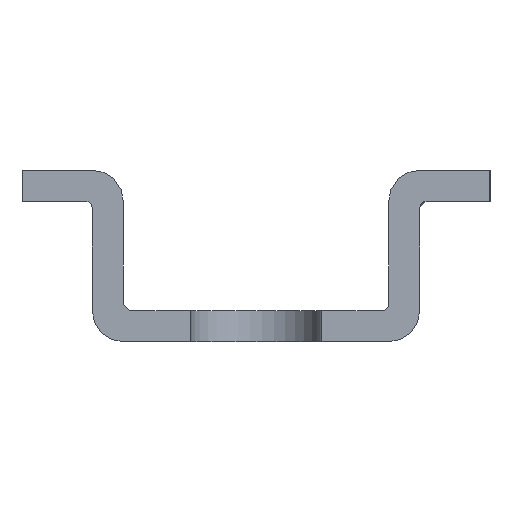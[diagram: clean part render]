
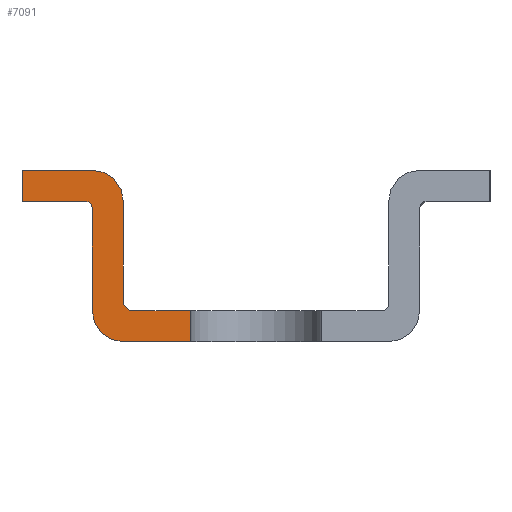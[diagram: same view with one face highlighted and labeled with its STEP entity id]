
A CAD part, left-side view. The second image highlights one B-rep face of the part: STEP entity #7091.
In plain terms, the highlighted planar face has unit normal (-1, 0, 0).
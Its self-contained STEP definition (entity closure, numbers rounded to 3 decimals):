
#5439=AXIS2_PLACEMENT_3D('Circle Axis2P3D',#5437,#5438,$) ;
#5618=AXIS2_PLACEMENT_3D('Circle Axis2P3D',#5616,#5617,$) ;
#5749=AXIS2_PLACEMENT_3D('Circle Axis2P3D',#5747,#5748,$) ;
#7041=AXIS2_PLACEMENT_3D('Plane Axis2P3D',#7038,#7039,#7040) ;
#88=CARTESIAN_POINT('Vertex',(0.,11.55,1.)) ;
#91=CARTESIAN_POINT('Line Origine',(0.,10.575,1.)) ;
#95=CARTESIAN_POINT('Vertex',(0.,9.6,1.)) ;
#1903=CARTESIAN_POINT('Vertex',(0.,9.6,0.)) ;
#1906=CARTESIAN_POINT('Line Origine',(0.,10.675,0.)) ;
#1910=CARTESIAN_POINT('Vertex',(0.,11.75,0.)) ;
#3611=CARTESIAN_POINT('Line Origine',(0.,9.6,0.5)) ;
#5437=CARTESIAN_POINT('Axis2P3D Location',(0.,11.75,1.)) ;
#5441=CARTESIAN_POINT('Vertex',(0.,12.75,1.)) ;
#5582=CARTESIAN_POINT('Vertex',(0.,12.75,4.3)) ;
#5592=CARTESIAN_POINT('Line Origine',(0.,12.75,2.65)) ;
#5616=CARTESIAN_POINT('Axis2P3D Location',(0.,12.95,4.3)) ;
#5620=CARTESIAN_POINT('Vertex',(0.,12.95,4.5)) ;
#5640=CARTESIAN_POINT('Line Origine',(0.,13.975,4.5)) ;
#5644=CARTESIAN_POINT('Vertex',(0.,15.,4.5)) ;
#5671=CARTESIAN_POINT('Line Origine',(0.,15.,5.)) ;
#5675=CARTESIAN_POINT('Vertex',(0.,15.,5.5)) ;
#5702=CARTESIAN_POINT('Line Origine',(0.,13.875,5.5)) ;
#5706=CARTESIAN_POINT('Vertex',(0.,12.75,5.5)) ;
#5737=CARTESIAN_POINT('Vertex',(0.,11.75,4.5)) ;
#5747=CARTESIAN_POINT('Axis2P3D Location',(0.,12.75,4.5)) ;
#5768=CARTESIAN_POINT('Vertex',(0.,11.75,1.2)) ;
#5778=CARTESIAN_POINT('Line Origine',(0.,11.75,2.85)) ;
#7038=CARTESIAN_POINT('Axis2P3D Location',(0.,2.25,0.)) ;
#7071=CARTESIAN_POINT('Control Point',(0.,11.55,1.)) ;
#7072=CARTESIAN_POINT('Control Point',(0.,11.629,1.)) ;
#7073=CARTESIAN_POINT('Control Point',(0.,11.708,1.042)) ;
#7074=CARTESIAN_POINT('Control Point',(0.,11.75,1.121)) ;
#7075=CARTESIAN_POINT('Control Point',(0.,11.75,1.2)) ;
#92=DIRECTION('Vector Direction',(0.,1.,0.)) ;
#1907=DIRECTION('Vector Direction',(0.,1.,0.)) ;
#3612=DIRECTION('Vector Direction',(0.,0.,1.)) ;
#5438=DIRECTION('Axis2P3D Direction',(1.,0.,0.)) ;
#5593=DIRECTION('Vector Direction',(0.,0.,1.)) ;
#5617=DIRECTION('Axis2P3D Direction',(1.,0.,0.)) ;
#5641=DIRECTION('Vector Direction',(0.,-1.,0.)) ;
#5672=DIRECTION('Vector Direction',(0.,0.,1.)) ;
#5703=DIRECTION('Vector Direction',(0.,1.,0.)) ;
#5748=DIRECTION('Axis2P3D Direction',(1.,0.,0.)) ;
#5779=DIRECTION('Vector Direction',(0.,0.,-1.)) ;
#7039=DIRECTION('Axis2P3D Direction',(1.,0.,0.)) ;
#7040=DIRECTION('Axis2P3D XDirection',(0.,1.,0.)) ;
#93=VECTOR('Line Direction',#92,1.) ;
#1908=VECTOR('Line Direction',#1907,1.) ;
#3613=VECTOR('Line Direction',#3612,1.) ;
#5594=VECTOR('Line Direction',#5593,1.) ;
#5642=VECTOR('Line Direction',#5641,1.) ;
#5673=VECTOR('Line Direction',#5672,1.) ;
#5704=VECTOR('Line Direction',#5703,1.) ;
#5780=VECTOR('Line Direction',#5779,1.) ;
#7078=ORIENTED_EDGE('',*,*,#97,.T.) ;
#7079=ORIENTED_EDGE('',*,*,#7076,.T.) ;
#7080=ORIENTED_EDGE('',*,*,#5782,.F.) ;
#7081=ORIENTED_EDGE('',*,*,#5751,.F.) ;
#7082=ORIENTED_EDGE('',*,*,#5708,.T.) ;
#7083=ORIENTED_EDGE('',*,*,#5677,.F.) ;
#7084=ORIENTED_EDGE('',*,*,#5646,.T.) ;
#7085=ORIENTED_EDGE('',*,*,#5622,.T.) ;
#7086=ORIENTED_EDGE('',*,*,#5596,.F.) ;
#7087=ORIENTED_EDGE('',*,*,#5443,.F.) ;
#7088=ORIENTED_EDGE('',*,*,#1912,.F.) ;
#7089=ORIENTED_EDGE('',*,*,#3615,.T.) ;
#7091=ADVANCED_FACE('K\X2\00F6\X0\rper.3',(#7090),#7042,.F.) ;
#7070=B_SPLINE_CURVE_WITH_KNOTS('',4,(#7071,#7072,#7073,#7074,#7075),.UNSPECIFIED.,.F.,.U.,(5,5),(0.942,1.257),.UNSPECIFIED.) ;
#5440=CIRCLE('generated circle',#5439,1.) ;
#5619=CIRCLE('generated circle',#5618,0.2) ;
#5750=CIRCLE('generated circle',#5749,1.) ;
#97=EDGE_CURVE('',#96,#89,#94,.T.) ;
#1912=EDGE_CURVE('',#1904,#1911,#1909,.T.) ;
#3615=EDGE_CURVE('',#1904,#96,#3614,.T.) ;
#5443=EDGE_CURVE('',#1911,#5442,#5440,.T.) ;
#5596=EDGE_CURVE('',#5442,#5583,#5595,.T.) ;
#5622=EDGE_CURVE('',#5621,#5583,#5619,.T.) ;
#5646=EDGE_CURVE('',#5645,#5621,#5643,.T.) ;
#5677=EDGE_CURVE('',#5645,#5676,#5674,.T.) ;
#5708=EDGE_CURVE('',#5707,#5676,#5705,.T.) ;
#5751=EDGE_CURVE('',#5707,#5738,#5750,.T.) ;
#5782=EDGE_CURVE('',#5738,#5769,#5781,.T.) ;
#7076=EDGE_CURVE('',#89,#5769,#7070,.T.) ;
#7077=EDGE_LOOP('',(#7078,#7079,#7080,#7081,#7082,#7083,#7084,#7085,#7086,#7087,#7088,#7089)) ;
#7090=FACE_OUTER_BOUND('',#7077,.T.) ;
#94=LINE('Line',#91,#93) ;
#1909=LINE('Line',#1906,#1908) ;
#3614=LINE('Line',#3611,#3613) ;
#5595=LINE('Line',#5592,#5594) ;
#5643=LINE('Line',#5640,#5642) ;
#5674=LINE('Line',#5671,#5673) ;
#5705=LINE('Line',#5702,#5704) ;
#5781=LINE('Line',#5778,#5780) ;
#7042=PLANE('',#7041) ;
#89=VERTEX_POINT('',#88) ;
#96=VERTEX_POINT('',#95) ;
#1904=VERTEX_POINT('',#1903) ;
#1911=VERTEX_POINT('',#1910) ;
#5442=VERTEX_POINT('',#5441) ;
#5583=VERTEX_POINT('',#5582) ;
#5621=VERTEX_POINT('',#5620) ;
#5645=VERTEX_POINT('',#5644) ;
#5676=VERTEX_POINT('',#5675) ;
#5707=VERTEX_POINT('',#5706) ;
#5738=VERTEX_POINT('',#5737) ;
#5769=VERTEX_POINT('',#5768) ;
